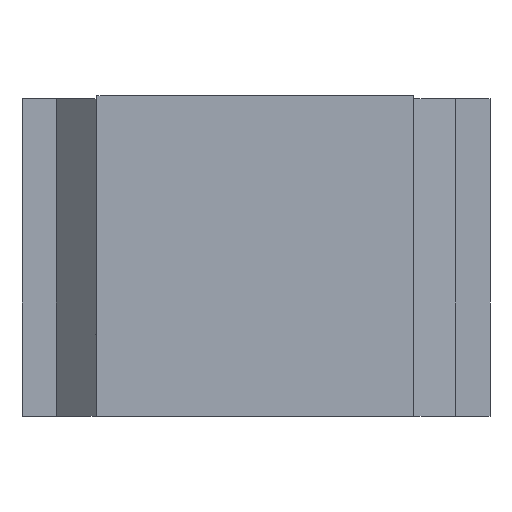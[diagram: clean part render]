
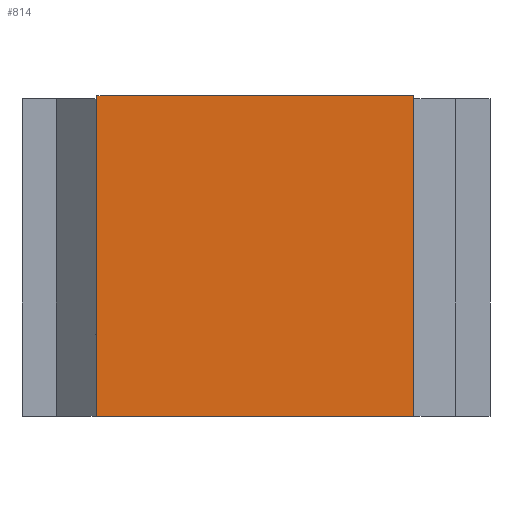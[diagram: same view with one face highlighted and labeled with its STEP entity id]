
A CAD part, left-side view. The second image highlights one B-rep face of the part: STEP entity #814.
In plain terms, the highlighted planar face has unit normal (-1, 0, 0).
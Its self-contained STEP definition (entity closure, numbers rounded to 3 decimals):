
#51=FACE_OUTER_BOUND('',#92,.T.);
#92=EDGE_LOOP('',(#644,#645,#646,#647));
#162=LINE('',#1216,#270);
#183=LINE('',#1258,#291);
#185=LINE('',#1262,#293);
#186=LINE('',#1263,#294);
#270=VECTOR('',#987,10.);
#291=VECTOR('',#1026,10.);
#293=VECTOR('',#1030,10.);
#294=VECTOR('',#1031,10.);
#370=VERTEX_POINT('',#1214);
#371=VERTEX_POINT('',#1215);
#383=VERTEX_POINT('',#1257);
#384=VERTEX_POINT('',#1261);
#457=EDGE_CURVE('',#370,#371,#162,.T.);
#480=EDGE_CURVE('',#370,#383,#183,.T.);
#482=EDGE_CURVE('',#384,#371,#185,.T.);
#483=EDGE_CURVE('',#384,#383,#186,.T.);
#644=ORIENTED_EDGE('',*,*,#480,.F.);
#645=ORIENTED_EDGE('',*,*,#457,.T.);
#646=ORIENTED_EDGE('',*,*,#482,.F.);
#647=ORIENTED_EDGE('',*,*,#483,.T.);
#774=PLANE('',#881);
#814=ADVANCED_FACE('',(#51),#774,.T.);
#881=AXIS2_PLACEMENT_3D('',#1260,#1028,#1029);
#987=DIRECTION('',(0.,0.,-1.));
#1026=DIRECTION('',(0.,-1.,0.));
#1028=DIRECTION('center_axis',(-1.,0.,0.));
#1029=DIRECTION('ref_axis',(0.,0.,1.));
#1030=DIRECTION('',(0.,1.,0.));
#1031=DIRECTION('',(0.,0.,1.));
#1214=CARTESIAN_POINT('',(-24.9,16.92,34.1));
#1215=CARTESIAN_POINT('',(-24.9,16.92,0.));
#1216=CARTESIAN_POINT('',(-24.9,16.92,34.1));
#1257=CARTESIAN_POINT('',(-24.9,-16.801,34.1));
#1258=CARTESIAN_POINT('',(-24.9,0.589,34.1));
#1260=CARTESIAN_POINT('Origin',(-24.9,6.032,27.974));
#1261=CARTESIAN_POINT('',(-24.9,-16.801,0.));
#1262=CARTESIAN_POINT('',(-24.9,-16.801,0.));
#1263=CARTESIAN_POINT('',(-24.9,-16.801,0.));
